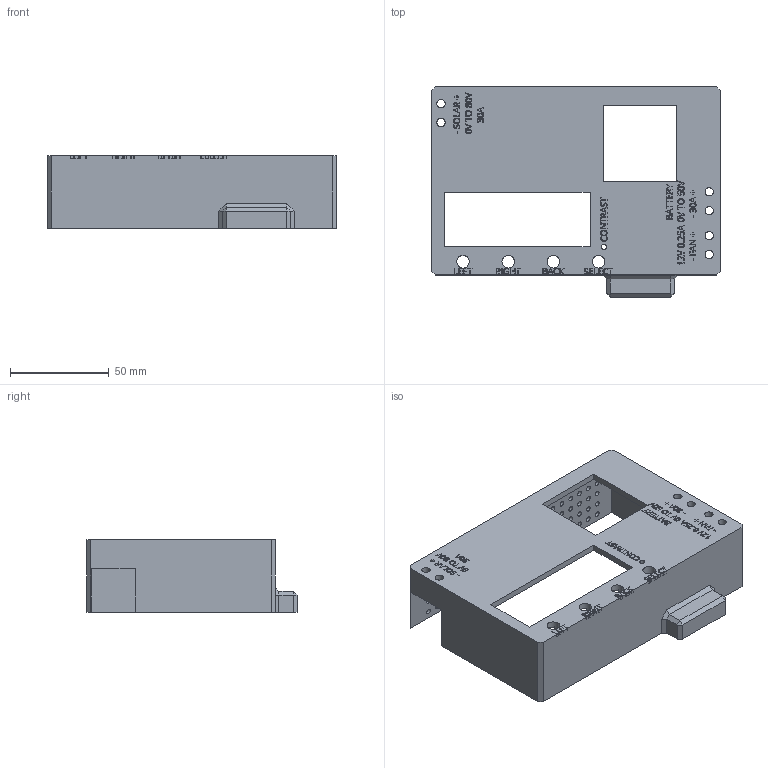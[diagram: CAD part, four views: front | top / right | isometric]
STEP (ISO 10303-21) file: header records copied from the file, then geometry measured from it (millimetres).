
FILE_DESCRIPTION(/* description */ ('STEP AP242','CAx-IF Rec.Pracs.---Representation and Presentation of Product Manufacturing Information (PMI)---4.0---2014-10-13','CAx-IF Rec.Pracs.---3D Tessellated Geometry---0.4---2014-09-14','2;1'),/* implementation_level */ '2;1');
FILE_NAME(/* name */ '632c324a42732454060c206a',/* time_stamp */ '2022-09-22T10:00:45+00:00',/* author */ (''),/* organization */ (''),/* preprocessor_version */ 'ST-DEVELOPER v18.102',/* originating_system */ ' ',/* authorisation */ ' ');
FILE_SCHEMA (('AP242_MANAGED_MODEL_BASED_3D_ENGINEERING_MIM_LF { 1 0 10303 442 1 1 4 }'));
Length unit declared in the file: metre
Products named in the file (1): top
Bounding box: 146.05 x 106.46 x 36.75 mm (x, y, z)
Volume: 78500.3 mm3; surface area: 60170.8 mm2
Topology: 1 solids, 1 shells, 1371 faces, 3898 edges, 2628 vertices
Faces by surface type: plane 702, bspline 522, cylinder 143, cone 4
Full cylindrical faces by diameter (mm): 2.261 x2, 2.54 x101, 4.191 x6, 5.08 x2, 6.35 x4, 7.62 x2
Entity records: 44920 total; most frequent: CARTESIAN_POINT 13285, ORIENTED_EDGE 7318, DIRECTION 4616, EDGE_CURVE 3659, VERTEX_POINT 2512, LINE 2314, VECTOR 2314, FACE_BOUND 1819
